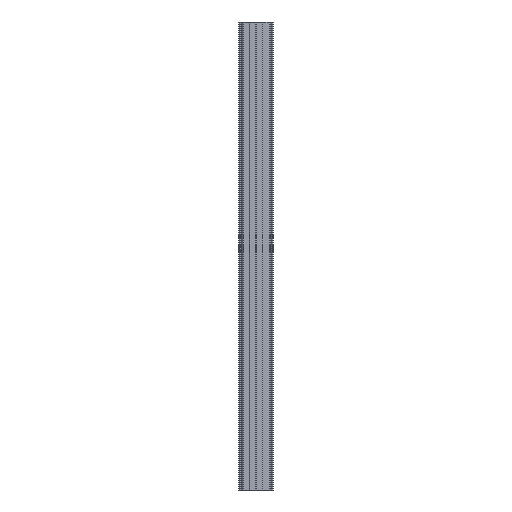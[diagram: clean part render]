
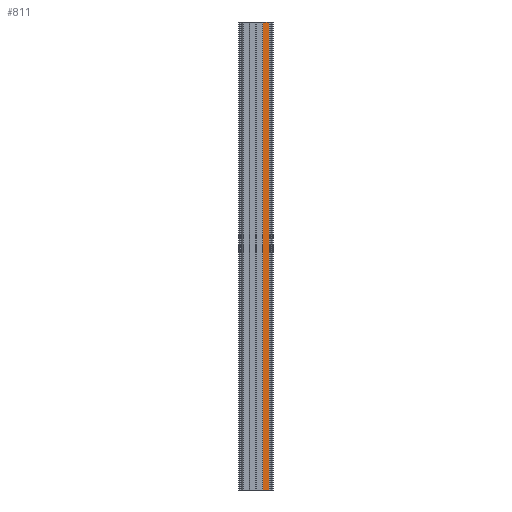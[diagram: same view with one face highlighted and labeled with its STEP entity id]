
A CAD part, left-side view. The second image highlights one B-rep face of the part: STEP entity #811.
In plain terms, the highlighted planar face has unit normal (-1, 0, 0).
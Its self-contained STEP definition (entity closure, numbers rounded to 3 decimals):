
#70=FACE_OUTER_BOUND('',#113,.T.);
#113=EDGE_LOOP('',(#554,#555,#556,#557));
#160=LINE('',#1207,#249);
#161=LINE('',#1210,#250);
#162=LINE('',#1212,#251);
#163=LINE('',#1213,#252);
#249=VECTOR('',#962,1000.);
#250=VECTOR('',#965,13.942);
#251=VECTOR('',#966,13.942);
#252=VECTOR('',#967,1000.);
#339=VERTEX_POINT('',#1203);
#340=VERTEX_POINT('',#1205);
#341=VERTEX_POINT('',#1209);
#342=VERTEX_POINT('',#1211);
#426=EDGE_CURVE('',#339,#340,#160,.T.);
#427=EDGE_CURVE('',#341,#339,#161,.T.);
#428=EDGE_CURVE('',#342,#340,#162,.T.);
#429=EDGE_CURVE('',#341,#342,#163,.T.);
#554=ORIENTED_EDGE('',*,*,#427,.T.);
#555=ORIENTED_EDGE('',*,*,#426,.T.);
#556=ORIENTED_EDGE('',*,*,#428,.F.);
#557=ORIENTED_EDGE('',*,*,#429,.F.);
#782=PLANE('',#863);
#811=ADVANCED_FACE('',(#70),#782,.T.);
#863=AXIS2_PLACEMENT_3D('',#1208,#963,#964);
#962=DIRECTION('',(0.,0.,1.));
#963=DIRECTION('center_axis',(-1.,0.,0.));
#964=DIRECTION('ref_axis',(0.,-1.,0.));
#965=DIRECTION('',(0.,-1.,0.));
#966=DIRECTION('',(0.,-1.,0.));
#967=DIRECTION('',(0.,0.,1.));
#1203=CARTESIAN_POINT('',(-3.5,-0.5,0.));
#1205=CARTESIAN_POINT('',(-3.5,-0.5,1000.));
#1207=CARTESIAN_POINT('',(-3.5,-0.5,0.));
#1208=CARTESIAN_POINT('Origin',(-3.5,13.442,0.));
#1209=CARTESIAN_POINT('',(-3.5,13.442,0.));
#1210=CARTESIAN_POINT('',(-3.5,13.442,0.));
#1211=CARTESIAN_POINT('',(-3.5,13.442,1000.));
#1212=CARTESIAN_POINT('',(-3.5,13.442,1000.));
#1213=CARTESIAN_POINT('',(-3.5,13.442,0.));
